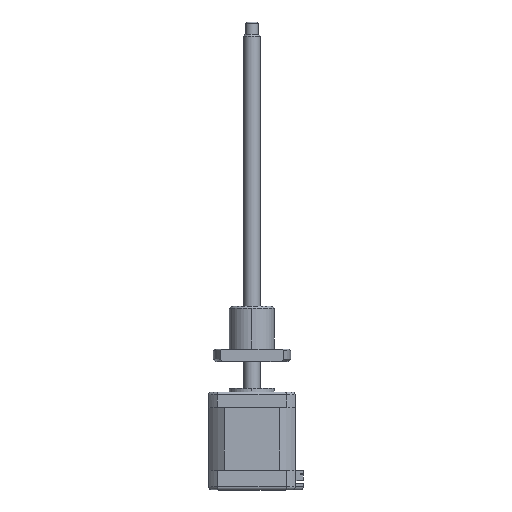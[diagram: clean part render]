
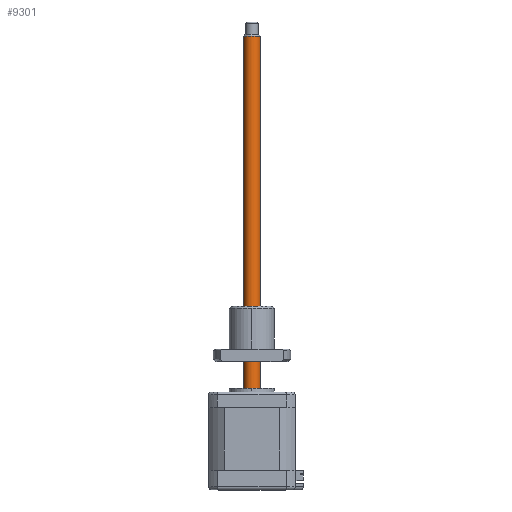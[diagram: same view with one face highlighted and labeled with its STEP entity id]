
A CAD part, top view. The second image highlights one B-rep face of the part: STEP entity #9301.
In plain terms, the highlighted cylindrical face has radius 4 mm (diameter 8 mm), a partial arc.
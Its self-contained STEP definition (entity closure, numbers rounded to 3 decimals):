
#288 = LINE ( 'NONE', #9547, #5881 ) ;
#386 = EDGE_CURVE ( 'NONE', #3046, #712, #5503, .T. ) ;
#617 = AXIS2_PLACEMENT_3D ( 'NONE', #4152, #9815, #4951 ) ;
#700 = DIRECTION ( 'NONE',  ( 0., -1., 0. ) ) ;
#712 = VERTEX_POINT ( 'NONE', #4118 ) ;
#1421 = ORIENTED_EDGE ( 'NONE', *, *, #386, .F. ) ;
#2033 = EDGE_CURVE ( 'NONE', #7397, #712, #288, .T. ) ;
#3046 = VERTEX_POINT ( 'NONE', #5556 ) ;
#3344 = LINE ( 'NONE', #4296, #5476 ) ;
#3353 = CARTESIAN_POINT ( 'NONE',  ( -4.709, 197.093, 16.638 ) ) ;
#3573 = EDGE_LOOP ( 'NONE', ( #4576, #10154, #10033, #1421 ) ) ;
#4118 = CARTESIAN_POINT ( 'NONE',  ( -8.705, 22.093, 16.814 ) ) ;
#4138 = CYLINDRICAL_SURFACE ( 'NONE', #7631, 4. ) ;
#4152 = CARTESIAN_POINT ( 'NONE',  ( -4.709, 196.093, 16.638 ) ) ;
#4296 = CARTESIAN_POINT ( 'NONE',  ( -0.713, 197.093, 16.462 ) ) ;
#4576 = ORIENTED_EDGE ( 'NONE', *, *, #5312, .F. ) ;
#4876 = CARTESIAN_POINT ( 'NONE',  ( -8.705, 196.093, 16.814 ) ) ;
#4951 = DIRECTION ( 'NONE',  ( 0.999, 0., -0.044 ) ) ;
#5073 = DIRECTION ( 'NONE',  ( 0., -1., 0. ) ) ;
#5312 = EDGE_CURVE ( 'NONE', #8790, #3046, #3344, .T. ) ;
#5460 = CARTESIAN_POINT ( 'NONE',  ( -0.713, 196.093, 16.462 ) ) ;
#5476 = VECTOR ( 'NONE', #5073, 1000. ) ;
#5503 = CIRCLE ( 'NONE', #9858, 4. ) ;
#5556 = CARTESIAN_POINT ( 'NONE',  ( -0.713, 22.093, 16.462 ) ) ;
#5881 = VECTOR ( 'NONE', #700, 1000. ) ;
#6038 = CIRCLE ( 'NONE', #617, 4. ) ;
#7397 = VERTEX_POINT ( 'NONE', #4876 ) ;
#7416 = EDGE_CURVE ( 'NONE', #8790, #7397, #6038, .T. ) ;
#7631 = AXIS2_PLACEMENT_3D ( 'NONE', #3353, #9006, #8213 ) ;
#8213 = DIRECTION ( 'NONE',  ( -0.999, 0., 0.044 ) ) ;
#8786 = DIRECTION ( 'NONE',  ( 0., -1., 0. ) ) ;
#8790 = VERTEX_POINT ( 'NONE', #5460 ) ;
#8855 = DIRECTION ( 'NONE',  ( -0.999, 0., 0.044 ) ) ;
#9006 = DIRECTION ( 'NONE',  ( 0., -1., 0. ) ) ;
#9275 = CARTESIAN_POINT ( 'NONE',  ( -4.709, 22.093, 16.638 ) ) ;
#9301 = ADVANCED_FACE ( 'NONE', ( #10334 ), #4138, .T. ) ;
#9547 = CARTESIAN_POINT ( 'NONE',  ( -8.705, 197.093, 16.814 ) ) ;
#9815 = DIRECTION ( 'NONE',  ( 0., -1., 0. ) ) ;
#9858 = AXIS2_PLACEMENT_3D ( 'NONE', #9275, #8786, #8855 ) ;
#10033 = ORIENTED_EDGE ( 'NONE', *, *, #2033, .T. ) ;
#10154 = ORIENTED_EDGE ( 'NONE', *, *, #7416, .T. ) ;
#10334 = FACE_OUTER_BOUND ( 'NONE', #3573, .T. ) ;
